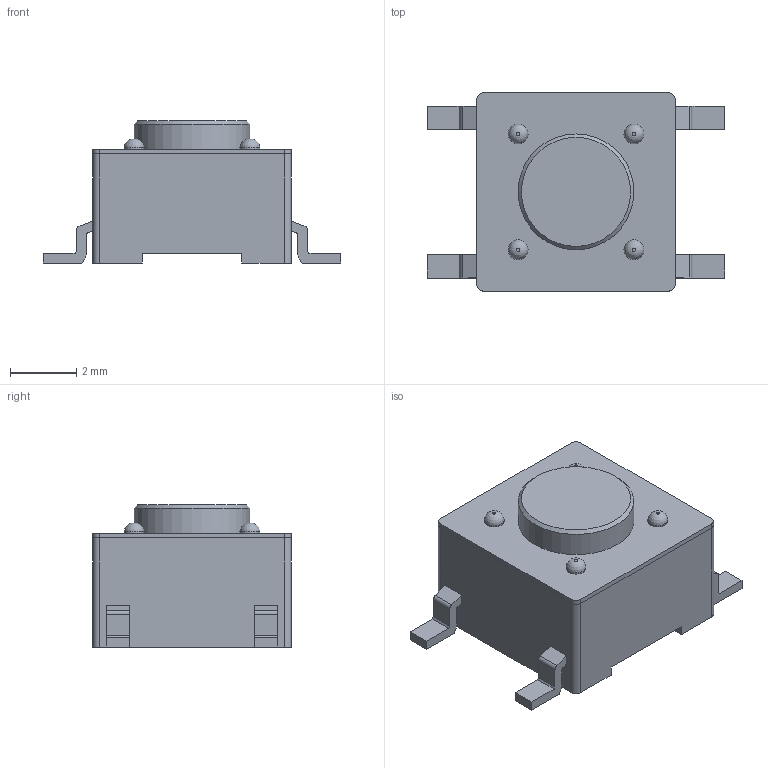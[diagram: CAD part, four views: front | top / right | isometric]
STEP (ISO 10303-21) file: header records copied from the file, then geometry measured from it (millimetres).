
FILE_DESCRIPTION(('FreeCAD Model'),'2;1');
FILE_NAME('SW_SPST_PTS645.step', '2018-08-18T16:37:18',('kicad StepUp'),('ksu MCAD'), 'Open CASCADE STEP processor 6.8','FreeCAD','Unknown');
FILE_SCHEMA(('AUTOMOTIVE_DESIGN_CC2 { 1 2 10303 214 -1 1 5 4 }'));
Length unit declared in the file: millimetre
Products named in the file (1): SW_SPST_PTS645
Bounding box: 9 x 6 x 4.3 mm (x, y, z)
Volume: 129 mm3; surface area: 183.7 mm2
Topology: 1 solids, 1 shells, 97 faces, 245 edges, 159 vertices
Faces by surface type: plane 63, cylinder 29, revolution 4, cone 1
Full cylindrical faces by diameter (mm): 0.6 x4, 3.5 x1
Entity records: 2045 total; most frequent: ORIENTED_EDGE 372, CARTESIAN_POINT 260, EDGE_CURVE 245, LINE 180, VERTEX_POINT 159, AXIS2_PLACEMENT_3D 156, FACE_BOUND 106, EDGE_LOOP 106
